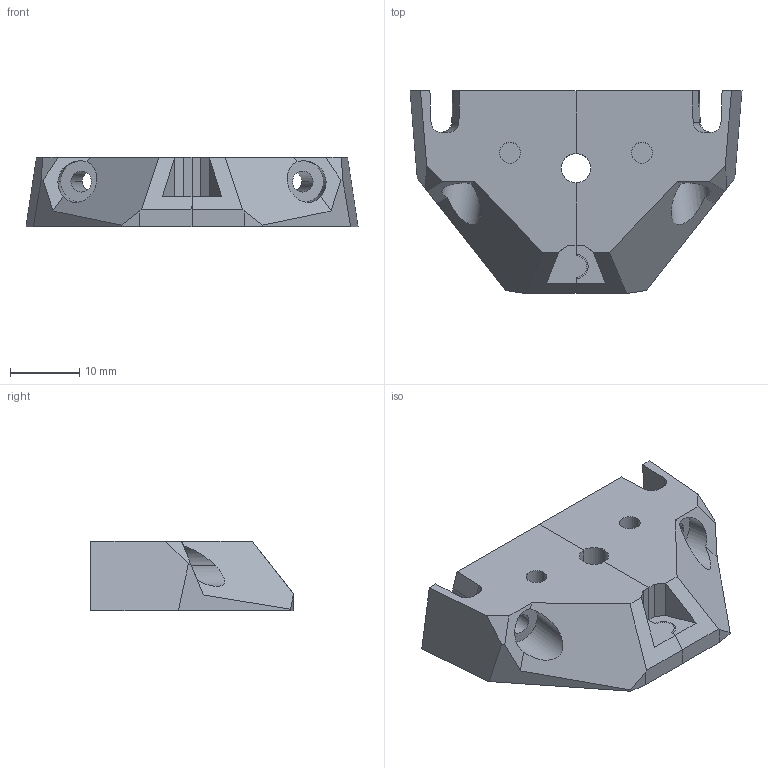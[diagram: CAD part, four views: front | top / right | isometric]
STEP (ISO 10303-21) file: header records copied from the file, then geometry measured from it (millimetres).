
FILE_DESCRIPTION (( 'STEP AP214' ), '1' );
FILE_NAME ('Xolth_vz_hex_mount.STEP', '2024-01-26T14:31:50', ( '' ), ( '' ), 'SwSTEP 2.0', 'SolidWorks 2020', '' );
FILE_SCHEMA (( 'AUTOMOTIVE_DESIGN' ));
Length unit declared in the file: millimetre
Products named in the file (1): Xolth_vz_hex_mount
Bounding box: 47.8 x 29.15 x 10 mm (x, y, z)
Volume: 5536.8 mm3; surface area: 4356.5 mm2
Topology: 4 solids, 4 shells, 157 faces, 419 edges, 270 vertices
Faces by surface type: plane 93, cylinder 60, cone 2, bspline 2
Entity records: 5781 total; most frequent: CARTESIAN_POINT 1055, ORIENTED_EDGE 834, DIRECTION 775, EDGE_CURVE 417, LINE 275, VECTOR 275, VERTEX_POINT 270, AXIS2_PLACEMENT_3D 250
